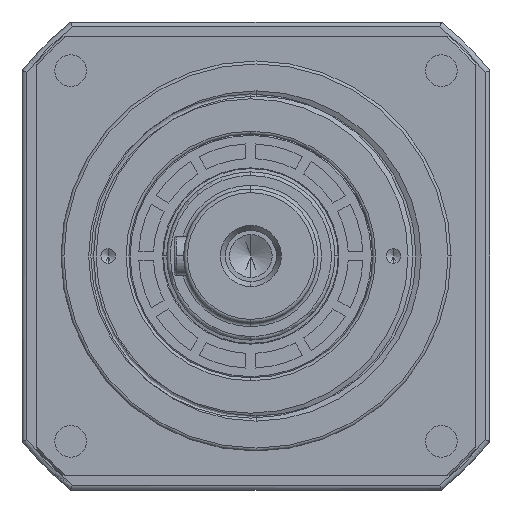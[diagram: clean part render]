
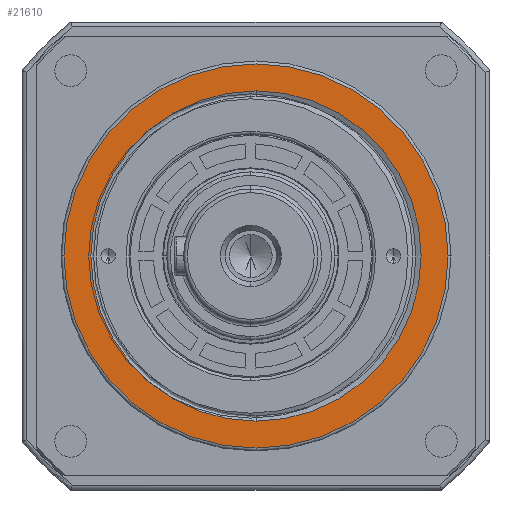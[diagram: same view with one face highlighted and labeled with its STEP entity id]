
A CAD part, left-side view. The second image highlights one B-rep face of the part: STEP entity #21610.
In plain terms, the highlighted planar face has unit normal (-1, 0, 0).
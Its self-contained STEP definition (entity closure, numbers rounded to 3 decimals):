
#541 = CARTESIAN_POINT ( 'NONE',  ( -110.5, 0., 0. ) ) ;
#1245 = AXIS2_PLACEMENT_3D ( 'NONE', #12230, #23399, #2552 ) ;
#2552 = DIRECTION ( 'NONE',  ( 0., 0., 1. ) ) ;
#2808 = PLANE ( 'NONE',  #16834 ) ;
#3018 = VERTEX_POINT ( 'NONE', #20897 ) ;
#3303 = CARTESIAN_POINT ( 'NONE',  ( -110.5, 0., 0. ) ) ;
#3489 = EDGE_CURVE ( 'NONE', #22997, #3018, #20030, .T. ) ;
#3723 = EDGE_CURVE ( 'NONE', #17978, #6311, #12328, .T. ) ;
#3747 = DIRECTION ( 'NONE',  ( 0., -1., 0. ) ) ;
#5639 = CARTESIAN_POINT ( 'NONE',  ( -110.5, -78.8, 0. ) ) ;
#5720 = DIRECTION ( 'NONE',  ( 1., 0., 0. ) ) ;
#6311 = VERTEX_POINT ( 'NONE', #5639 ) ;
#7995 = CARTESIAN_POINT ( 'NONE',  ( -110.5, 0., 0. ) ) ;
#8107 = ORIENTED_EDGE ( 'NONE', *, *, #11907, .T. ) ;
#8754 = ORIENTED_EDGE ( 'NONE', *, *, #25484, .F. ) ;
#10290 = AXIS2_PLACEMENT_3D ( 'NONE', #7995, #17050, #28711 ) ;
#11102 = DIRECTION ( 'NONE',  ( 0., -1., 0. ) ) ;
#11875 = FACE_BOUND ( 'NONE', #23918, .T. ) ;
#11907 = EDGE_CURVE ( 'NONE', #3018, #22997, #27652, .T. ) ;
#12230 = CARTESIAN_POINT ( 'NONE',  ( -110.5, 0., 0. ) ) ;
#12328 = CIRCLE ( 'NONE', #29217, 78.8 ) ;
#14558 = CARTESIAN_POINT ( 'NONE',  ( -110.5, 0., -67.75 ) ) ;
#16262 = ORIENTED_EDGE ( 'NONE', *, *, #3489, .T. ) ;
#16615 = CIRCLE ( 'NONE', #27732, 78.8 ) ;
#16704 = DIRECTION ( 'NONE',  ( -1., 0., 0. ) ) ;
#16834 = AXIS2_PLACEMENT_3D ( 'NONE', #541, #16704, #23041 ) ;
#17050 = DIRECTION ( 'NONE',  ( 1., 0., 0. ) ) ;
#17252 = CARTESIAN_POINT ( 'NONE',  ( -110.5, 78.8, 0. ) ) ;
#17785 = ORIENTED_EDGE ( 'NONE', *, *, #3723, .F. ) ;
#17978 = VERTEX_POINT ( 'NONE', #17252 ) ;
#20030 = CIRCLE ( 'NONE', #1245, 67.75 ) ;
#20897 = CARTESIAN_POINT ( 'NONE',  ( -110.5, 0., 67.75 ) ) ;
#21596 = EDGE_LOOP ( 'NONE', ( #8754, #17785 ) ) ;
#21610 = ADVANCED_FACE ( 'NONE', ( #23506, #11875 ), #2808, .T. ) ;
#22578 = CARTESIAN_POINT ( 'NONE',  ( -110.5, 0., 0. ) ) ;
#22997 = VERTEX_POINT ( 'NONE', #14558 ) ;
#23041 = DIRECTION ( 'NONE',  ( 0., 0., 1. ) ) ;
#23399 = DIRECTION ( 'NONE',  ( 1., 0., 0. ) ) ;
#23506 = FACE_OUTER_BOUND ( 'NONE', #21596, .T. ) ;
#23918 = EDGE_LOOP ( 'NONE', ( #8107, #16262 ) ) ;
#25484 = EDGE_CURVE ( 'NONE', #6311, #17978, #16615, .T. ) ;
#27652 = CIRCLE ( 'NONE', #10290, 67.75 ) ;
#27732 = AXIS2_PLACEMENT_3D ( 'NONE', #22578, #29251, #11102 ) ;
#28711 = DIRECTION ( 'NONE',  ( 0., 0., 1. ) ) ;
#29217 = AXIS2_PLACEMENT_3D ( 'NONE', #3303, #5720, #3747 ) ;
#29251 = DIRECTION ( 'NONE',  ( 1., 0., 0. ) ) ;
